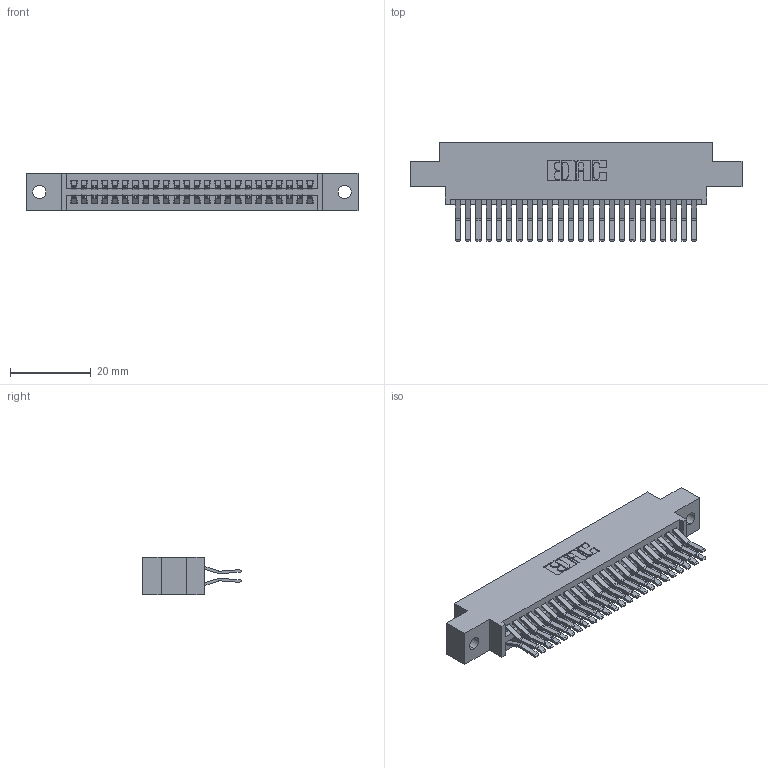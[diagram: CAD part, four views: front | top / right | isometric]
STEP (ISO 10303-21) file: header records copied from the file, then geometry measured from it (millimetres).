
FILE_DESCRIPTION (( 'STEP AP203' ), '1' );
FILE_NAME ('345-048-560-802.STEP', '2018-09-12T11:57:18', ( '' ), ( '' ), 'SwSTEP 2.0', 'SolidWorks 2016', '' );
FILE_SCHEMA (( 'CONFIG_CONTROL_DESIGN' ));
Length unit declared in the file: inch
Products named in the file (3): 345 Part_0.170 Offset - 0.128 Dia; 345-292-001_560 Tail; 345-048-560-802
Assembly tree (49 placements, depth 2):
  345-048-560-802
    345 Part_0.170 Offset - 0.128 Dia
    345-292-001_560 Tail  x48
Bounding box: 82.17 x 24.45 x 9.4 mm (x, y, z)
Volume: 7979.5 mm3; surface area: 12126.3 mm2
Topology: 49 solids, 49 shells, 2626 faces, 7793 edges, 5130 vertices
Faces by surface type: plane 1668, cylinder 958
Entity records: 21477 total; most frequent: CARTESIAN_POINT 3620, ORIENTED_EDGE 3554, DIRECTION 3217, EDGE_CURVE 1777, VECTOR 1545, LINE 1545, VERTEX_POINT 1182, AXIS2_PLACEMENT_3D 836
